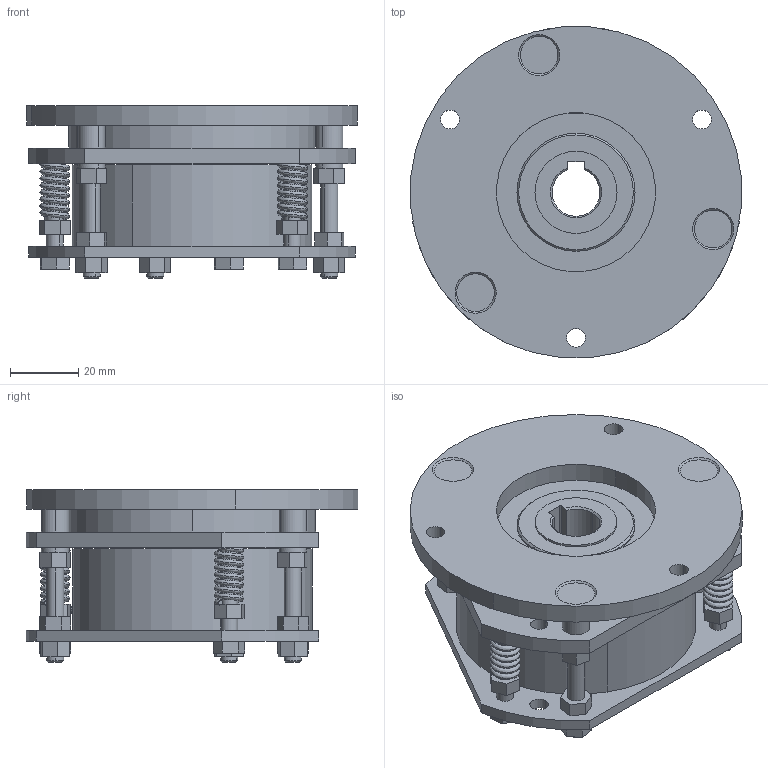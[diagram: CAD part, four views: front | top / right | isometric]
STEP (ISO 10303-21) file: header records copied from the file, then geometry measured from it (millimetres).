
FILE_DESCRIPTION (( 'STEP AP203' ), '1' );
FILE_NAME ('MNB 0.4K-N_23780400.STEP', '2016-06-06T06:45:53', ( ' ' ), ( '' ), 'SwSTEP 2.0', 'SolidWorks 2009', '' );
FILE_SCHEMA (( 'CONFIG_CONTROL_DESIGN' ));
Length unit declared in the file: millimetre
Products named in the file (1): MNB 0.4K-N_23780400
Bounding box: 96.63 x 96.82 x 50.5 mm (x, y, z)
Volume: 182545.7 mm3; surface area: 53982.7 mm2
Topology: 1 solids, 4 shells, 314 faces, 770 edges, 496 vertices
Faces by surface type: plane 171, cylinder 109, cone 24, bspline 6, torus 4
Entity records: 16608 total; most frequent: CARTESIAN_POINT 8866, DIRECTION 1633, ORIENTED_EDGE 1532, EDGE_CURVE 766, AXIS2_PLACEMENT_3D 587, VERTEX_POINT 496, LINE 459, VECTOR 459
